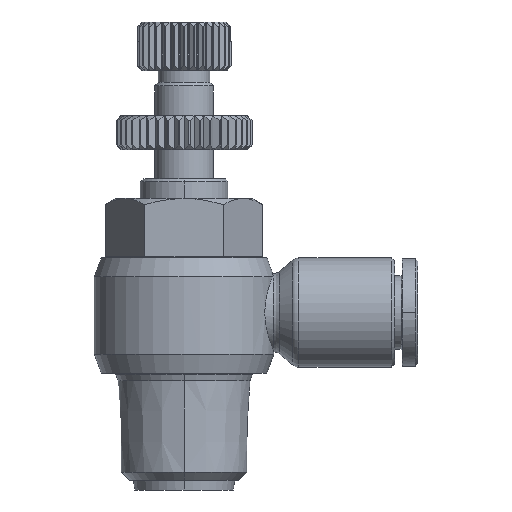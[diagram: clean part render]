
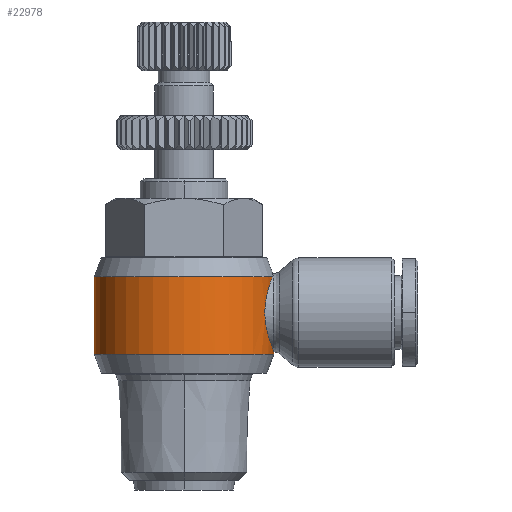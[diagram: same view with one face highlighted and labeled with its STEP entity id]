
A CAD part, front view. The second image highlights one B-rep face of the part: STEP entity #22978.
In plain terms, the highlighted cylindrical face has radius 9.2 mm (diameter 18.4 mm), a partial arc.
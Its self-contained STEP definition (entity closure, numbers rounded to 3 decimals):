
#337=CARTESIAN_POINT('',(-8.2,0.,-4.002));
#338=VERTEX_POINT('',#337);
#442=CARTESIAN_POINT('',(10.2,0.,3.677));
#443=VERTEX_POINT('',#442);
#476=CARTESIAN_POINT('',(-8.2,0.,-4.277));
#477=VERTEX_POINT('',#476);
#493=CARTESIAN_POINT('',(10.2,0.,-4.277));
#494=VERTEX_POINT('',#493);
#516=CARTESIAN_POINT('',(-8.2,0.,-4.277));
#517=DIRECTION('',(0.0,0.,1.0));
#518=VECTOR('',#517,0.275);
#519=LINE('',#516,#518);
#520=EDGE_CURVE('',#477,#338,#519,.T.);
#523=CARTESIAN_POINT('',(10.2,0.,3.677));
#524=DIRECTION('',(0.0,0.0,-1.0));
#525=VECTOR('',#524,7.954);
#526=LINE('',#523,#525);
#527=EDGE_CURVE('',#443,#494,#526,.T.);
#22908=CARTESIAN_POINT('',(1.,0.,-0.3));
#22909=DIRECTION('',(0.,0.,1.0));
#22910=DIRECTION('',(-1.0,0.0,0.0));
#22911=AXIS2_PLACEMENT_3D('',#22908,#22909,#22910);
#22912=CYLINDRICAL_SURFACE('',#22911,9.2);
#22913=ORIENTED_EDGE('',*,*,#520,.T.);
#22914=CARTESIAN_POINT('',(-8.135,1.091,-3.848));
#22915=VERTEX_POINT('',#22914);
#22916=CARTESIAN_POINT('',(-8.135,1.091,-3.848));
#22917=CARTESIAN_POINT('',(-8.156,0.916,-3.898));
#22918=CARTESIAN_POINT('',(-8.172,0.737,-3.936));
#22919=CARTESIAN_POINT('',(-8.193,0.389,-3.986));
#22920=CARTESIAN_POINT('',(-8.199,0.222,-3.999));
#22921=CARTESIAN_POINT('',(-8.2,0.036,-4.002));
#22922=CARTESIAN_POINT('',(-8.2,0.018,-4.002));
#22923=CARTESIAN_POINT('',(-8.2,0.,-4.002));
#22924=B_SPLINE_CURVE_WITH_KNOTS('',3,(#22916,#22917,#22918,#22919,#22920,#22921,#22922,#22923),.UNSPECIFIED.,.F.,.U.,(4,2,2,4),(-2.22,-1.668,-1.164,-1.11),.UNSPECIFIED.);
#22925=EDGE_CURVE('',#22915,#338,#22924,.T.);
#22926=ORIENTED_EDGE('',*,*,#22925,.F.);
#22927=CARTESIAN_POINT('',(-8.064,1.575,3.677));
#22928=VERTEX_POINT('',#22927);
#22929=CARTESIAN_POINT('',(-8.064,1.575,3.677));
#22930=CARTESIAN_POINT('',(-8.024,1.808,3.577));
#22931=CARTESIAN_POINT('',(-7.975,2.031,3.455));
#22932=CARTESIAN_POINT('',(-7.869,2.454,3.169));
#22933=CARTESIAN_POINT('',(-7.811,2.653,3.004));
#22934=CARTESIAN_POINT('',(-7.698,3.004,2.653));
#22935=CARTESIAN_POINT('',(-7.638,3.17,2.454));
#22936=CARTESIAN_POINT('',(-7.525,3.462,2.021));
#22937=CARTESIAN_POINT('',(-7.472,3.589,1.786));
#22938=CARTESIAN_POINT('',(-7.382,3.794,1.294));
#22939=CARTESIAN_POINT('',(-7.346,3.872,1.037));
#22940=CARTESIAN_POINT('',(-7.297,3.975,0.518));
#22941=CARTESIAN_POINT('',(-7.285,4.,0.255));
#22942=CARTESIAN_POINT('',(-7.285,4.,0.));
#22943=CARTESIAN_POINT('',(-7.285,4.,-0.255));
#22944=CARTESIAN_POINT('',(-7.297,3.975,-0.518));
#22945=CARTESIAN_POINT('',(-7.346,3.872,-1.037));
#22946=CARTESIAN_POINT('',(-7.382,3.794,-1.294));
#22947=CARTESIAN_POINT('',(-7.472,3.589,-1.786));
#22948=CARTESIAN_POINT('',(-7.525,3.462,-2.021));
#22949=CARTESIAN_POINT('',(-7.638,3.17,-2.454));
#22950=CARTESIAN_POINT('',(-7.698,3.004,-2.653));
#22951=CARTESIAN_POINT('',(-7.811,2.653,-3.004));
#22952=CARTESIAN_POINT('',(-7.869,2.454,-3.169));
#22953=CARTESIAN_POINT('',(-7.978,2.021,-3.462));
#22954=CARTESIAN_POINT('',(-8.028,1.786,-3.589));
#22955=CARTESIAN_POINT('',(-8.095,1.394,-3.753));
#22956=CARTESIAN_POINT('',(-8.117,1.244,-3.805));
#22957=CARTESIAN_POINT('',(-8.135,1.091,-3.848));
#22958=B_SPLINE_CURVE_WITH_KNOTS('',3,(#22929,#22930,#22931,#22932,#22933,#22934,#22935,#22936,#22937,#22938,#22939,#22940,#22941,#22942,#22943,#22944,#22945,#22946,#22947,#22948,#22949,#22950,#22951,#22952,#22953,#22954,#22955,#22956,#22957),.UNSPECIFIED.,.F.,.U.,(4,2,2,2,2,2,3,2,2,2,2,2,2,4),(-4.552,-3.825,-3.061,-2.296,-1.53,-0.765,0.0,0.765,1.53,2.296,3.061,3.825,4.589,5.043),.UNSPECIFIED.);
#22959=EDGE_CURVE('',#22928,#22915,#22958,.T.);
#22960=ORIENTED_EDGE('',*,*,#22959,.F.);
#22961=CARTESIAN_POINT('',(1.,0.,3.677));
#22962=DIRECTION('',(0.0,0.0,1.0));
#22963=DIRECTION('',(-1.0,0.0,0.0));
#22964=AXIS2_PLACEMENT_3D('',#22961,#22962,#22963);
#22965=CIRCLE('',#22964,9.2);
#22966=EDGE_CURVE('',#443,#22928,#22965,.T.);
#22967=ORIENTED_EDGE('',*,*,#22966,.F.);
#22968=ORIENTED_EDGE('',*,*,#527,.T.);
#22969=CARTESIAN_POINT('',(1.,0.,-4.277));
#22970=DIRECTION('',(0.0,0.0,1.0));
#22971=DIRECTION('',(-1.0,0.0,0.0));
#22972=AXIS2_PLACEMENT_3D('',#22969,#22970,#22971);
#22973=CIRCLE('',#22972,9.2);
#22974=EDGE_CURVE('',#494,#477,#22973,.T.);
#22975=ORIENTED_EDGE('',*,*,#22974,.T.);
#22976=EDGE_LOOP('',(#22913,#22926,#22960,#22967,#22968,#22975));
#22977=FACE_OUTER_BOUND('',#22976,.T.);
#22978=ADVANCED_FACE('',(#22977),#22912,.T.);
